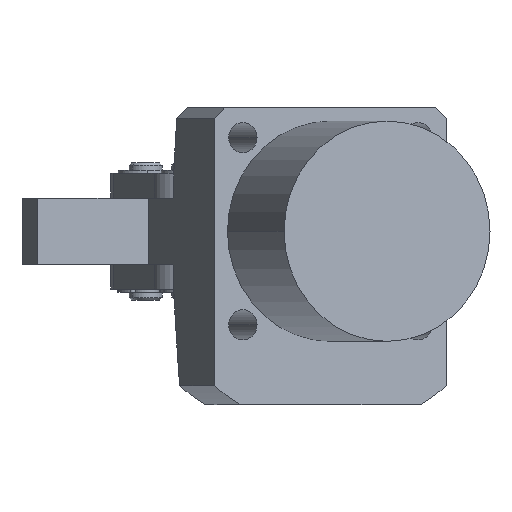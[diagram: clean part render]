
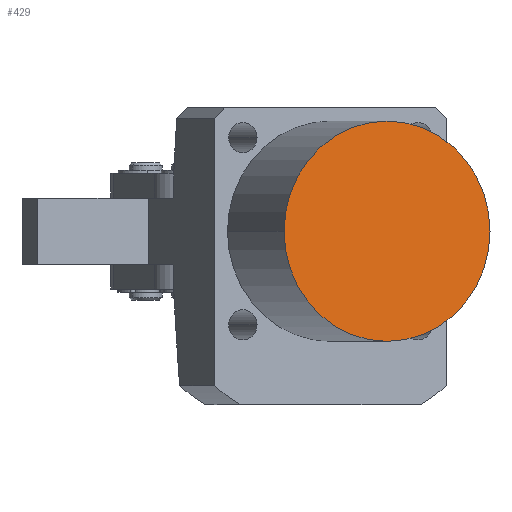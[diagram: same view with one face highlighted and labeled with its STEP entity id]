
A CAD part, front view. The second image highlights one B-rep face of the part: STEP entity #429.
In plain terms, the highlighted face is planar.
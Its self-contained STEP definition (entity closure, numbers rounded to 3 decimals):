
#66 = CIRCLE ( 'NONE', #4957, 20. ) ;
#216 = PLANE ( 'NONE',  #2219 ) ;
#249 = DIRECTION ( 'NONE',  ( 0., -1., 0. ) ) ;
#258 = DIRECTION ( 'NONE',  ( 0., 0., -1. ) ) ;
#429 = ADVANCED_FACE ( 'NONE', ( #2440 ), #216, .T. ) ;
#471 = VERTEX_POINT ( 'NONE', #502 ) ;
#502 = CARTESIAN_POINT ( 'NONE',  ( 0., 0., -20. ) ) ;
#1555 = VERTEX_POINT ( 'NONE', #5897 ) ;
#1827 = DIRECTION ( 'NONE',  ( 0., 0., -1. ) ) ;
#1851 = DIRECTION ( 'NONE',  ( 0., 1., 0. ) ) ;
#1873 = CARTESIAN_POINT ( 'NONE',  ( 0., 0., 0. ) ) ;
#2197 = DIRECTION ( 'NONE',  ( 0., 0., -1. ) ) ;
#2219 = AXIS2_PLACEMENT_3D ( 'NONE', #4379, #249, #258 ) ;
#2223 = DIRECTION ( 'NONE',  ( 0., 1., 0. ) ) ;
#2242 = CARTESIAN_POINT ( 'NONE',  ( 0., 0., 0. ) ) ;
#2334 = EDGE_LOOP ( 'NONE', ( #5653, #4786 ) ) ;
#2434 = CIRCLE ( 'NONE', #3199, 20. ) ;
#2440 = FACE_OUTER_BOUND ( 'NONE', #2334, .T. ) ;
#3199 = AXIS2_PLACEMENT_3D ( 'NONE', #1873, #1851, #1827 ) ;
#3482 = EDGE_CURVE ( 'NONE', #471, #1555, #2434, .T. ) ;
#4379 = CARTESIAN_POINT ( 'NONE',  ( 15., 0., 0. ) ) ;
#4786 = ORIENTED_EDGE ( 'NONE', *, *, #5950, .F. ) ;
#4957 = AXIS2_PLACEMENT_3D ( 'NONE', #2242, #2223, #2197 ) ;
#5653 = ORIENTED_EDGE ( 'NONE', *, *, #3482, .F. ) ;
#5897 = CARTESIAN_POINT ( 'NONE',  ( 0., 0., 20. ) ) ;
#5950 = EDGE_CURVE ( 'NONE', #1555, #471, #66, .T. ) ;
